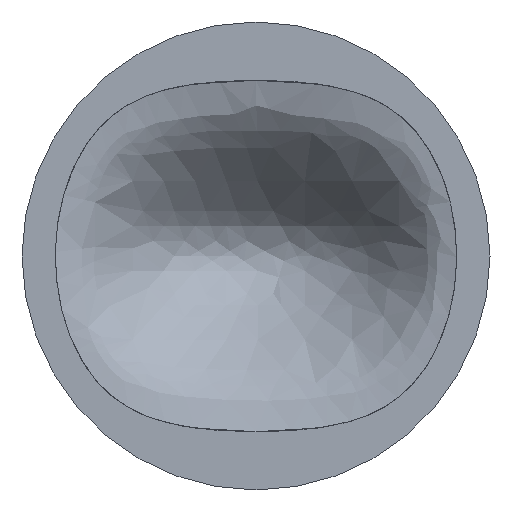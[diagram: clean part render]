
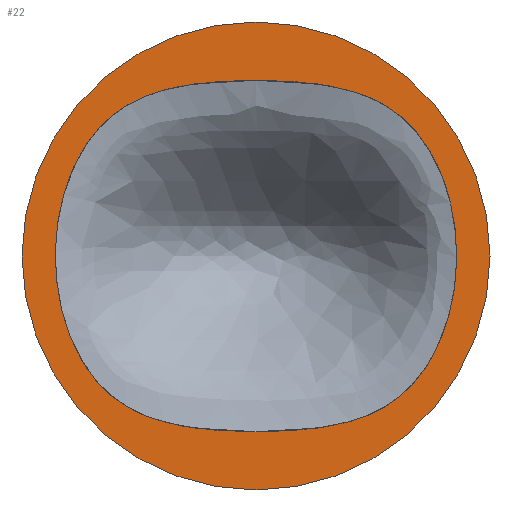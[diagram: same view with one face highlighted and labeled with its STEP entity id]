
A CAD part, top view. The second image highlights one B-rep face of the part: STEP entity #22.
In plain terms, the highlighted planar face has unit normal (0, 0, 1).
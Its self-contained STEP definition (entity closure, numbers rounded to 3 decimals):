
#1 = VERTEX_POINT ( 'NONE', #15 ) ;
#4 = EDGE_CURVE ( 'NONE', #27, #26, #226, .T. ) ;
#5 = ORIENTED_EDGE ( 'NONE', *, *, #8, .T. ) ;
#6 = VERTEX_POINT ( 'NONE', #227 ) ;
#7 = EDGE_LOOP ( 'NONE', ( #5, #30 ) ) ;
#8 = EDGE_CURVE ( 'NONE', #6, #1, #285, .T. ) ;
#15 = CARTESIAN_POINT ( 'NONE',  ( -46.629, 0., 0. ) ) ;
#22 = ADVANCED_FACE ( 'NONE', ( #1270, #1269 ), #1268, .T. ) ;
#23 = ORIENTED_EDGE ( 'NONE', *, *, #24, .F. ) ;
#24 = EDGE_CURVE ( 'NONE', #26, #27, #1320, .T. ) ;
#25 = EDGE_LOOP ( 'NONE', ( #23, #28 ) ) ;
#26 = VERTEX_POINT ( 'NONE', #1319 ) ;
#27 = VERTEX_POINT ( 'NONE', #1321 ) ;
#28 = ORIENTED_EDGE ( 'NONE', *, *, #4, .F. ) ;
#30 = ORIENTED_EDGE ( 'NONE', *, *, #31, .T. ) ;
#31 = EDGE_CURVE ( 'NONE', #1, #6, #1318, .T. ) ;
#226 = B_SPLINE_CURVE_WITH_KNOTS ( 'NONE', 3,
 ( #292, #291, #290, #289, #288, #287, #286 ),
 .UNSPECIFIED., .F., .F.,
 ( 4, 1, 1, 1, 4 ),
 ( 0.5, 0.622, 0.75, 0.878, 1. ),
 .UNSPECIFIED. ) ;
#227 = CARTESIAN_POINT ( 'NONE',  ( 46.629, 0., 0. ) ) ;
#281 = DIRECTION ( 'NONE',  ( 1., 0., 0. ) ) ;
#282 = DIRECTION ( 'NONE',  ( 0., 0., 1. ) ) ;
#283 = CARTESIAN_POINT ( 'NONE',  ( 0., 0., 0. ) ) ;
#284 = AXIS2_PLACEMENT_3D ( 'NONE', #283, #282, #281 ) ;
#285 = CIRCLE ( 'NONE', #284, 46.629 ) ;
#286 = CARTESIAN_POINT ( 'NONE',  ( 0., 35., 0. ) ) ;
#287 = CARTESIAN_POINT ( 'NONE',  ( 10.508, 35., 0. ) ) ;
#288 = CARTESIAN_POINT ( 'NONE',  ( 32.082, 32.884, 0. ) ) ;
#289 = CARTESIAN_POINT ( 'NONE',  ( 44.061, 0., 0. ) ) ;
#290 = CARTESIAN_POINT ( 'NONE',  ( 32.082, -32.884, 0. ) ) ;
#291 = CARTESIAN_POINT ( 'NONE',  ( 10.508, -35., 0. ) ) ;
#292 = CARTESIAN_POINT ( 'NONE',  ( 0., -35., 0. ) ) ;
#1265 = DIRECTION ( 'NONE',  ( 0., 0., 1. ) ) ;
#1266 = CARTESIAN_POINT ( 'NONE',  ( 0., 0., 0. ) ) ;
#1267 = AXIS2_PLACEMENT_3D ( 'NONE', #1266, #1265, #1322 ) ;
#1268 = PLANE ( 'NONE',  #1267 ) ;
#1269 = FACE_OUTER_BOUND ( 'NONE', #7, .T. ) ;
#1270 = FACE_BOUND ( 'NONE', #25, .T. ) ;
#1307 = DIRECTION ( 'NONE',  ( 1., 0., 0. ) ) ;
#1308 = DIRECTION ( 'NONE',  ( 0., 0., 1. ) ) ;
#1309 = CARTESIAN_POINT ( 'NONE',  ( 0., 0., 0. ) ) ;
#1310 = AXIS2_PLACEMENT_3D ( 'NONE', #1309, #1308, #1307 ) ;
#1311 = CARTESIAN_POINT ( 'NONE',  ( 0., -35., 0. ) ) ;
#1312 = CARTESIAN_POINT ( 'NONE',  ( -10.508, -35., 0. ) ) ;
#1313 = CARTESIAN_POINT ( 'NONE',  ( -32.082, -32.884, 0. ) ) ;
#1314 = CARTESIAN_POINT ( 'NONE',  ( -44.061, 0., 0. ) ) ;
#1315 = CARTESIAN_POINT ( 'NONE',  ( -32.082, 32.884, 0. ) ) ;
#1316 = CARTESIAN_POINT ( 'NONE',  ( -10.508, 35., 0. ) ) ;
#1317 = CARTESIAN_POINT ( 'NONE',  ( 0., 35., 0. ) ) ;
#1318 = CIRCLE ( 'NONE', #1310, 46.629 ) ;
#1319 = CARTESIAN_POINT ( 'NONE',  ( 0., 35., 0. ) ) ;
#1320 = B_SPLINE_CURVE_WITH_KNOTS ( 'NONE', 3,
 ( #1317, #1316, #1315, #1314, #1313, #1312, #1311 ),
 .UNSPECIFIED., .F., .F.,
 ( 4, 1, 1, 1, 4 ),
 ( 0., 0.122, 0.25, 0.378, 0.5 ),
 .UNSPECIFIED. ) ;
#1321 = CARTESIAN_POINT ( 'NONE',  ( 0., -35., 0. ) ) ;
#1322 = DIRECTION ( 'NONE',  ( 1., 0., 0. ) ) ;
